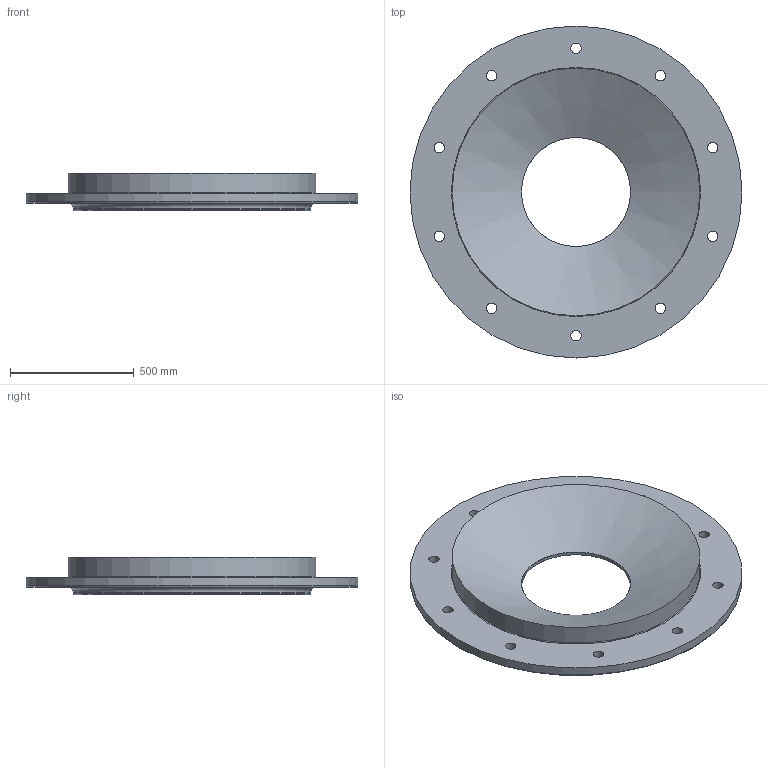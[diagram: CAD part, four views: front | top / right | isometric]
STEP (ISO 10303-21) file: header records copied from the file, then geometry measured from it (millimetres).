
FILE_DESCRIPTION(/* description */ (''),/* implementation_level */ '2;1');
FILE_NAME(/* name */ 'espejo_inyector_pelton.step',/* time_stamp */ '2021-06-01T15:21:03-04:00',/* author */ (''),/* organization */ (''),/* preprocessor_version */ 'ST-DEVELOPER v18.1',/* originating_system */ 'Autodesk Translation Framework v10.9.0.1377',/* authorisation */ '');
FILE_SCHEMA (('AUTOMOTIVE_DESIGN { 1 0 10303 214 3 1 1 }'));
Length unit declared in the file: millimetre
Products named in the file (1): Anillo Inyector Pelton v3
Bounding box: 1340 x 1340 x 150.3 mm (x, y, z)
Volume: 80087423.1 mm3; surface area: 3096575.8 mm2
Topology: 1 solids, 1 shells, 24 faces, 58 edges, 37 vertices
Faces by surface type: cylinder 14, torus 4, cone 3, plane 3
Full cylindrical faces by diameter (mm): 42 x10, 440 x1, 960 x1, 1000 x1, 1340 x1
Entity records: 800 total; most frequent: DIRECTION 149, CARTESIAN_POINT 120, ORIENTED_EDGE 116, AXIS2_PLACEMENT_3D 66, EDGE_CURVE 58, EDGE_LOOP 47, CIRCLE 41, VERTEX_POINT 37
